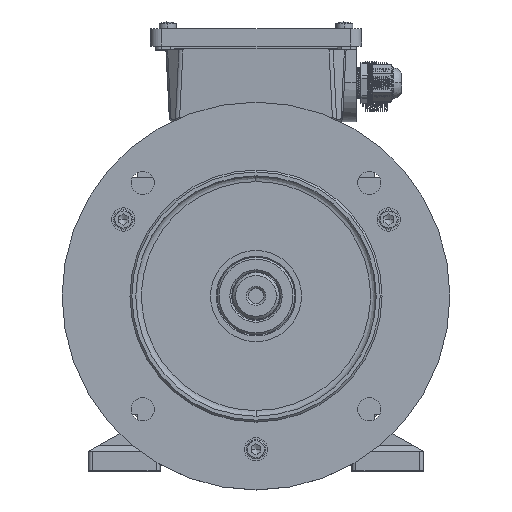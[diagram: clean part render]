
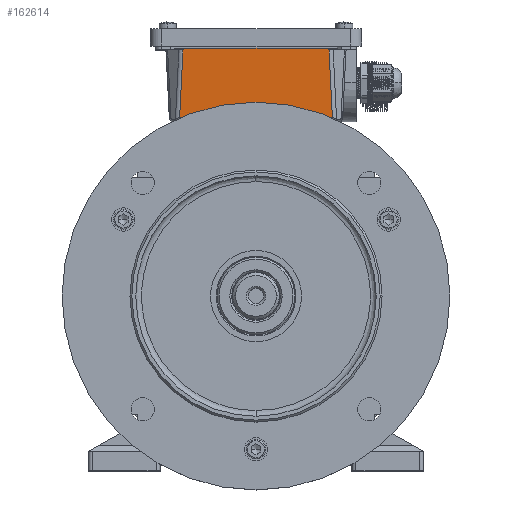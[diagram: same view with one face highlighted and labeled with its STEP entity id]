
A CAD part, top view. The second image highlights one B-rep face of the part: STEP entity #162614.
In plain terms, the highlighted planar face has unit normal (0, -0.05, 0.999).
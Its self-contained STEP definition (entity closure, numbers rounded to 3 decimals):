
#21063 = CARTESIAN_POINT ( 'NONE',  ( -40.595, 112.911, 126.892 ) ) ;
#23389 = CARTESIAN_POINT ( 'NONE',  ( -45.631, 215.11, 132.002 ) ) ;
#23912 = CARTESIAN_POINT ( 'NONE',  ( -14.667, 148.888, 128.691 ) ) ;
#24233 = EDGE_CURVE ( 'NONE', #64751, #226354, #203569, .T. ) ;
#38511 = EDGE_LOOP ( 'NONE', ( #104195, #330853, #311890, #199007, #51985, #138201, #64012, #279286, #154355, #241172 ) ) ;
#42999 = VERTEX_POINT ( 'NONE', #73393 ) ;
#47757 = CARTESIAN_POINT ( 'NONE',  ( -40.558, 112.911, 126.892 ) ) ;
#49264 = VERTEX_POINT ( 'NONE', #273118 ) ;
#50068 = DIRECTION ( 'NONE',  ( -0.05, 0.998, 0.05 ) ) ;
#51985 = ORIENTED_EDGE ( 'NONE', *, *, #87070, .F. ) ;
#54082 = EDGE_CURVE ( 'NONE', #302268, #277670, #108756, .T. ) ;
#55145 = VERTEX_POINT ( 'NONE', #216766 ) ;
#58214 = PLANE ( 'NONE',  #241015 ) ;
#64012 = ORIENTED_EDGE ( 'NONE', *, *, #54082, .T. ) ;
#64751 = VERTEX_POINT ( 'NONE', #333929 ) ;
#66330 = DIRECTION ( 'NONE',  ( -0.05, 0.998, 0.05 ) ) ;
#67658 = EDGE_CURVE ( 'NONE', #170507, #77610, #188564, .T. ) ;
#73225 = CARTESIAN_POINT ( 'NONE',  ( -40.521, 112.913, 126.893 ) ) ;
#73393 = CARTESIAN_POINT ( 'NONE',  ( -41.025, 147.911, 128.642 ) ) ;
#77610 = VERTEX_POINT ( 'NONE', #244966 ) ;
#77918 = FACE_OUTER_BOUND ( 'NONE', #38511, .T. ) ;
#81500 =( BOUNDED_CURVE ( )  B_SPLINE_CURVE ( 3, ( #239335, #21063, #47757, #73225 ),
 .UNSPECIFIED., .F., .F. ) 
 B_SPLINE_CURVE_WITH_KNOTS ( ( 4, 4 ),
 ( 3.305, 3.321 ),
 .UNSPECIFIED. ) 
 CURVE ( )  GEOMETRIC_REPRESENTATION_ITEM ( )  RATIONAL_B_SPLINE_CURVE ( ( 1., 1., 1., 1. ) ) 
 REPRESENTATION_ITEM ( '' )  );
#83777 = CARTESIAN_POINT ( 'NONE',  ( -14.667, 147.911, 128.642 ) ) ;
#87070 = EDGE_CURVE ( 'NONE', #49264, #226354, #343741, .T. ) ;
#87568 = LINE ( 'NONE', #196342, #213535 ) ;
#90029 = CARTESIAN_POINT ( 'NONE',  ( -41.074, 148.888, 128.691 ) ) ;
#91736 = LINE ( 'NONE', #224256, #109098 ) ;
#103545 = CARTESIAN_POINT ( 'NONE',  ( -40.521, 112.913, 126.893 ) ) ;
#104195 = ORIENTED_EDGE ( 'NONE', *, *, #157732, .F. ) ;
#106900 = CARTESIAN_POINT ( 'NONE',  ( -119.276, 112.911, 126.892 ) ) ;
#108756 = LINE ( 'NONE', #23389, #286617 ) ;
#109098 = VECTOR ( 'NONE', #221846, 1000. ) ;
#129749 = VECTOR ( 'NONE', #255961, 1000. ) ;
#138201 = ORIENTED_EDGE ( 'NONE', *, *, #248052, .T. ) ;
#150545 = VECTOR ( 'NONE', #216131, 1000. ) ;
#154355 = ORIENTED_EDGE ( 'NONE', *, *, #230170, .T. ) ;
#157732 = EDGE_CURVE ( 'NONE', #170007, #77610, #87568, .T. ) ;
#162614 = ADVANCED_FACE ( 'NONE', ( #77918 ), #58214, .F. ) ;
#163237 = DIRECTION ( 'NONE',  ( -1., 0., 0. ) ) ;
#170007 = VERTEX_POINT ( 'NONE', #327770 ) ;
#170507 = VERTEX_POINT ( 'NONE', #90029 ) ;
#174694 = VECTOR ( 'NONE', #296849, 1000. ) ;
#179878 = VECTOR ( 'NONE', #163237, 1000. ) ;
#183525 = EDGE_CURVE ( 'NONE', #55145, #64751, #91736, .T. ) ;
#188564 = LINE ( 'NONE', #23912, #179878 ) ;
#196331 = DIRECTION ( 'NONE',  ( 0., 0.05, -0.999 ) ) ;
#196342 = CARTESIAN_POINT ( 'NONE',  ( -115.121, 221.665, 132.33 ) ) ;
#198723 = DIRECTION ( 'NONE',  ( 0., -0.999, -0.05 ) ) ;
#199007 = ORIENTED_EDGE ( 'NONE', *, *, #24233, .T. ) ;
#200216 = CARTESIAN_POINT ( 'NONE',  ( -119.202, 112.911, 126.892 ) ) ;
#200917 = EDGE_CURVE ( 'NONE', #277670, #42999, #302294, .T. ) ;
#203569 =( BOUNDED_CURVE ( )  B_SPLINE_CURVE ( 3, ( #355449, #106900, #270722, #326436 ),
 .UNSPECIFIED., .F., .F. ) 
 B_SPLINE_CURVE_WITH_KNOTS ( ( 4, 4 ),
 ( 6.103, 6.12 ),
 .UNSPECIFIED. ) 
 CURVE ( )  GEOMETRIC_REPRESENTATION_ITEM ( )  RATIONAL_B_SPLINE_CURVE ( ( 1., 1., 1., 1. ) ) 
 REPRESENTATION_ITEM ( '' )  );
#207680 = LINE ( 'NONE', #83777, #129749 ) ;
#212223 = CARTESIAN_POINT ( 'NONE',  ( -42.271, 147.911, 128.642 ) ) ;
#213535 = VECTOR ( 'NONE', #307925, 1000. ) ;
#216131 = DIRECTION ( 'NONE',  ( 1., 0., 0. ) ) ;
#216766 = CARTESIAN_POINT ( 'NONE',  ( -117.563, 147.911, 128.642 ) ) ;
#221846 = DIRECTION ( 'NONE',  ( -0.05, -0.998, -0.05 ) ) ;
#224256 = CARTESIAN_POINT ( 'NONE',  ( -119.302, 113.128, 126.903 ) ) ;
#226354 = VERTEX_POINT ( 'NONE', #200216 ) ;
#230170 = EDGE_CURVE ( 'NONE', #42999, #170507, #334810, .T. ) ;
#239335 = CARTESIAN_POINT ( 'NONE',  ( -40.631, 112.911, 126.892 ) ) ;
#241015 = AXIS2_PLACEMENT_3D ( 'NONE', #250996, #196331, #198723 ) ;
#241100 = CARTESIAN_POINT ( 'NONE',  ( -14.667, 112.911, 126.892 ) ) ;
#241172 = ORIENTED_EDGE ( 'NONE', *, *, #67658, .T. ) ;
#244966 = CARTESIAN_POINT ( 'NONE',  ( -118.76, 148.888, 128.691 ) ) ;
#248052 = EDGE_CURVE ( 'NONE', #49264, #302268, #81500, .T. ) ;
#250996 = CARTESIAN_POINT ( 'NONE',  ( -14.667, 216.655, 132.08 ) ) ;
#255961 = DIRECTION ( 'NONE',  ( 1., 0., 0. ) ) ;
#263979 = CARTESIAN_POINT ( 'NONE',  ( -44.388, 215.172, 132.005 ) ) ;
#270722 = CARTESIAN_POINT ( 'NONE',  ( -119.239, 112.911, 126.892 ) ) ;
#273118 = CARTESIAN_POINT ( 'NONE',  ( -40.631, 112.911, 126.892 ) ) ;
#277670 = VERTEX_POINT ( 'NONE', #212223 ) ;
#279286 = ORIENTED_EDGE ( 'NONE', *, *, #200917, .T. ) ;
#286617 = VECTOR ( 'NONE', #50068, 1000. ) ;
#296849 = DIRECTION ( 'NONE',  ( -1., 0., 0. ) ) ;
#297454 = CARTESIAN_POINT ( 'NONE',  ( -14.667, 147.911, 128.642 ) ) ;
#302268 = VERTEX_POINT ( 'NONE', #103545 ) ;
#302294 = LINE ( 'NONE', #297454, #150545 ) ;
#307925 = DIRECTION ( 'NONE',  ( 0.05, 0.998, 0.05 ) ) ;
#311890 = ORIENTED_EDGE ( 'NONE', *, *, #183525, .T. ) ;
#322035 = VECTOR ( 'NONE', #66330, 1000. ) ;
#326436 = CARTESIAN_POINT ( 'NONE',  ( -119.202, 112.911, 126.892 ) ) ;
#327770 = CARTESIAN_POINT ( 'NONE',  ( -118.809, 147.911, 128.642 ) ) ;
#330853 = ORIENTED_EDGE ( 'NONE', *, *, #349065, .T. ) ;
#333929 = CARTESIAN_POINT ( 'NONE',  ( -119.313, 112.913, 126.893 ) ) ;
#334810 = LINE ( 'NONE', #263979, #322035 ) ;
#343741 = LINE ( 'NONE', #241100, #174694 ) ;
#349065 = EDGE_CURVE ( 'NONE', #170007, #55145, #207680, .T. ) ;
#355449 = CARTESIAN_POINT ( 'NONE',  ( -119.313, 112.913, 126.893 ) ) ;
